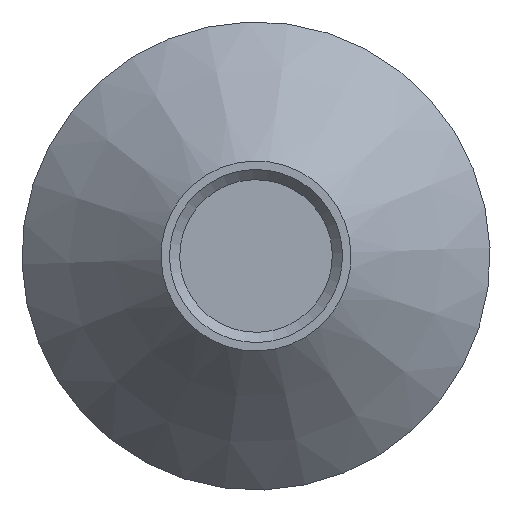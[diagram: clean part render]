
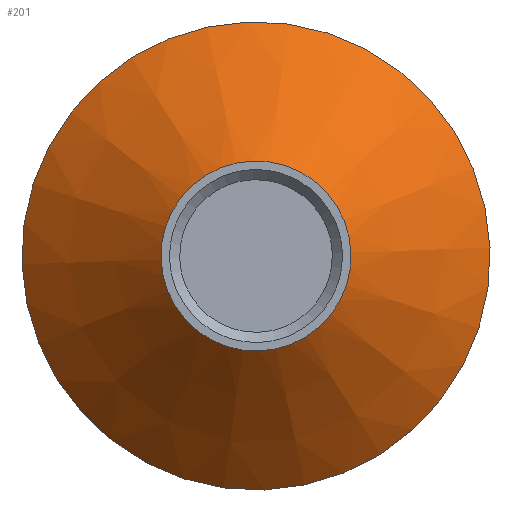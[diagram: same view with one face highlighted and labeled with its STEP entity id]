
A CAD part, front view. The second image highlights one B-rep face of the part: STEP entity #201.
In plain terms, the highlighted conical face has half-angle 45 degrees and reference radius 4.85 mm.
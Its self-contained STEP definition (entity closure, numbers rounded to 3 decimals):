
#127=CARTESIAN_POINT('',(2.208,-5.2,-1.721));
#128=VERTEX_POINT('',#127);
#129=CARTESIAN_POINT('',(0.0,-5.2,0.0));
#130=DIRECTION('',(0.0,-1.0,0.0));
#131=DIRECTION('',(0.789,0.0,-0.615));
#132=AXIS2_PLACEMENT_3D('',#129,#130,#131);
#133=CIRCLE('',#132,2.8);
#134=EDGE_CURVE('',#128,#128,#133,.T.);
#175=CARTESIAN_POINT('',(5.442,-1.1,-4.242));
#176=VERTEX_POINT('',#175);
#177=CARTESIAN_POINT('',(0.0,-1.1,0.0));
#178=DIRECTION('',(0.0,-1.0,0.0));
#179=DIRECTION('',(0.789,0.0,-0.615));
#180=AXIS2_PLACEMENT_3D('',#177,#178,#179);
#181=CIRCLE('',#180,6.9);
#182=EDGE_CURVE('',#176,#176,#181,.T.);
#190=CARTESIAN_POINT('',(0.0,-3.15,0.0));
#191=DIRECTION('',(0.0,1.0,0.0));
#192=DIRECTION('',(0.789,0.0,-0.615));
#193=AXIS2_PLACEMENT_3D('',#190,#191,#192);
#194=CONICAL_SURFACE('',#193,4.85,45.);
#195=ORIENTED_EDGE('',*,*,#134,.F.);
#196=EDGE_LOOP('',(#195));
#197=FACE_OUTER_BOUND('',#196,.T.);
#198=ORIENTED_EDGE('',*,*,#182,.T.);
#199=EDGE_LOOP('',(#198));
#200=FACE_BOUND('',#199,.T.);
#201=ADVANCED_FACE('',(#197,#200),#194,.T.);
